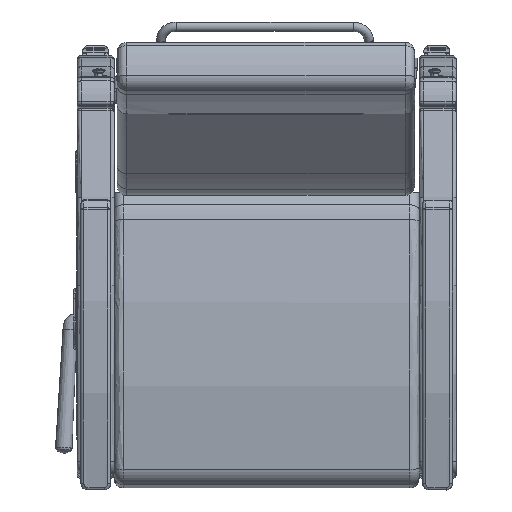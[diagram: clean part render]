
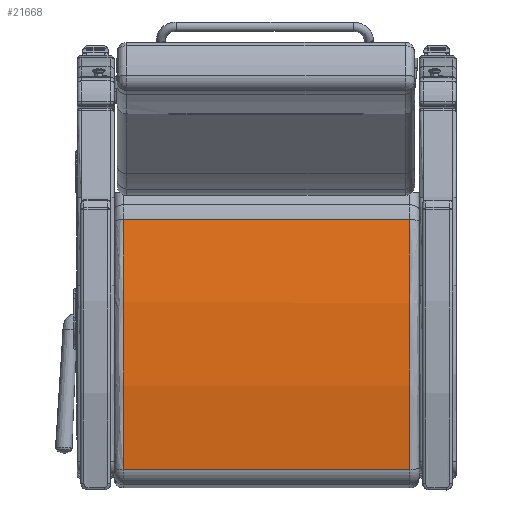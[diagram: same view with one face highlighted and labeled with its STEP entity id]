
A CAD part, front view. The second image highlights one B-rep face of the part: STEP entity #21668.
In plain terms, the highlighted free-form (B-spline) face has degree [1, 2] with [2, 3] control points.
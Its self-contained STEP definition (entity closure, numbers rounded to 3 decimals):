
#784=(
BOUNDED_SURFACE()
B_SPLINE_SURFACE(1,2,((#32968,#32969,#32970),(#32971,#32972,#32973)),
 .UNSPECIFIED.,.F.,.F.,.F.)
B_SPLINE_SURFACE_WITH_KNOTS((2,2),(3,3),(-0.193,0.193),
(1.362,1.699),.UNSPECIFIED.)
GEOMETRIC_REPRESENTATION_ITEM()
RATIONAL_B_SPLINE_SURFACE(((1.,0.986,1.),(1.,0.986,
1.)))
REPRESENTATION_ITEM('')
SURFACE()
);
#1367=ELLIPSE('',#23369,60.054,60.);
#1377=ELLIPSE('',#23397,60.054,60.);
#2373=FACE_OUTER_BOUND('',#3667,.T.);
#3667=EDGE_LOOP('',(#15161,#15162,#15163,#15164));
#5131=LINE('',#32966,#6667);
#5132=LINE('',#32975,#6668);
#6667=VECTOR('',#26104,0.394);
#6668=VECTOR('',#26107,0.394);
#9428=VERTEX_POINT('',#32758);
#9429=VERTEX_POINT('',#32759);
#9454=VERTEX_POINT('',#32965);
#9455=VERTEX_POINT('',#32974);
#11735=EDGE_CURVE('',#9428,#9429,#1367,.T.);
#11773=EDGE_CURVE('',#9429,#9454,#5131,.T.);
#11775=EDGE_CURVE('',#9428,#9455,#5132,.T.);
#11776=EDGE_CURVE('',#9454,#9455,#1377,.T.);
#15161=ORIENTED_EDGE('',*,*,#11735,.F.);
#15162=ORIENTED_EDGE('',*,*,#11775,.T.);
#15163=ORIENTED_EDGE('',*,*,#11776,.F.);
#15164=ORIENTED_EDGE('',*,*,#11773,.F.);
#21668=ADVANCED_FACE('',(#2373),#784,.F.);
#23369=AXIS2_PLACEMENT_3D('',#32760,#26036,#26037);
#23397=AXIS2_PLACEMENT_3D('',#32976,#26108,#26109);
#26036=DIRECTION('center_axis',(0.,0.,-1.));
#26037=DIRECTION('ref_axis',(1.,0.,0.));
#26104=DIRECTION('',(0.,0.,1.));
#26107=DIRECTION('',(0.,0.,1.));
#26108=DIRECTION('center_axis',(0.,0.,1.));
#26109=DIRECTION('ref_axis',(1.,0.,0.));
#32758=CARTESIAN_POINT('',(-10.045,1.256,-11.563));
#32759=CARTESIAN_POINT('',(10.111,0.445,-11.563));
#32760=CARTESIAN_POINT('Origin',(-2.35,-58.249,-11.563));
#32965=CARTESIAN_POINT('',(10.111,0.445,11.563));
#32966=CARTESIAN_POINT('',(10.111,0.445,0.));
#32968=CARTESIAN_POINT('Ctrl Pts',(10.111,0.445,-11.563));
#32969=CARTESIAN_POINT('Ctrl Pts',(0.103,2.566,-11.563));
#32970=CARTESIAN_POINT('Ctrl Pts',(-10.045,1.256,-11.563));
#32971=CARTESIAN_POINT('Ctrl Pts',(10.111,0.445,11.563));
#32972=CARTESIAN_POINT('Ctrl Pts',(0.103,2.566,11.563));
#32973=CARTESIAN_POINT('Ctrl Pts',(-10.045,1.256,11.563));
#32974=CARTESIAN_POINT('',(-10.045,1.256,11.563));
#32975=CARTESIAN_POINT('',(-10.045,1.256,0.));
#32976=CARTESIAN_POINT('Origin',(-2.35,-58.249,11.563));
